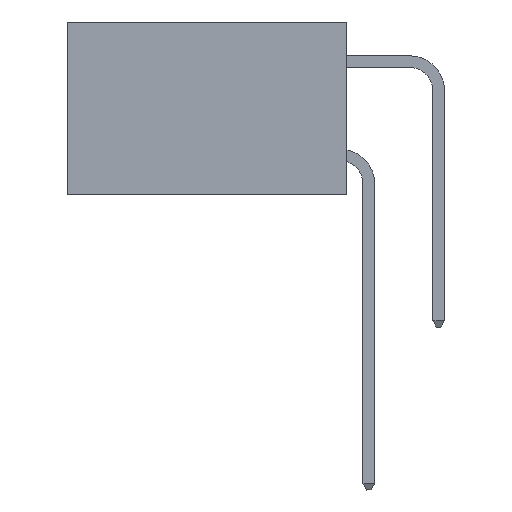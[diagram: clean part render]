
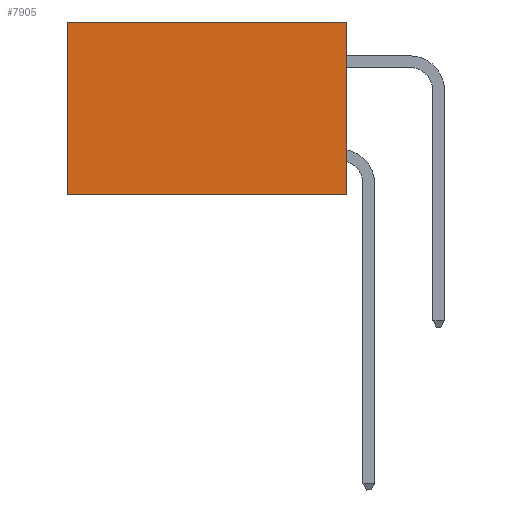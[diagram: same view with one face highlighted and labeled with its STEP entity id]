
A CAD part, left-side view. The second image highlights one B-rep face of the part: STEP entity #7905.
In plain terms, the highlighted planar face has unit normal (-1, 0, 0).
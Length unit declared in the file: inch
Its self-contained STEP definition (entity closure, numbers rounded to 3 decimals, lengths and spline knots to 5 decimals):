
#450 = EDGE_LOOP ( 'NONE', ( #3327, #9432, #6265, #6868 ) ) ;
#984 = CARTESIAN_POINT ( 'NONE',  ( 0.2875, 0., 0. ) ) ;
#1503 = VERTEX_POINT ( 'NONE', #10837 ) ;
#1521 = EDGE_CURVE ( 'NONE', #11007, #8735, #2166, .T. ) ;
#1567 = EDGE_CURVE ( 'NONE', #1503, #5859, #11032, .T. ) ;
#1727 = CARTESIAN_POINT ( 'NONE',  ( 0.2875, 0.6, 0. ) ) ;
#2166 = LINE ( 'NONE', #2367, #3938 ) ;
#2367 = CARTESIAN_POINT ( 'NONE',  ( 0.2875, 0., 0. ) ) ;
#2875 = AXIS2_PLACEMENT_3D ( 'NONE', #4130, #8576, #6900 ) ;
#3327 = ORIENTED_EDGE ( 'NONE', *, *, #11972, .T. ) ;
#3334 = DIRECTION ( 'NONE',  ( 0., 1., 0. ) ) ;
#3741 = CARTESIAN_POINT ( 'NONE',  ( 0.2875, 0.6, -0.37 ) ) ;
#3938 = VECTOR ( 'NONE', #5151, 39.37008 ) ;
#4130 = CARTESIAN_POINT ( 'NONE',  ( 0.2875, 0., 0. ) ) ;
#5151 = DIRECTION ( 'NONE',  ( 0., 1., 0. ) ) ;
#5168 = EDGE_CURVE ( 'NONE', #11007, #1503, #7360, .T. ) ;
#5282 = CARTESIAN_POINT ( 'NONE',  ( 0.2875, 0., 0. ) ) ;
#5344 = DIRECTION ( 'NONE',  ( 0., 0., -1. ) ) ;
#5859 = VERTEX_POINT ( 'NONE', #3741 ) ;
#6105 = PLANE ( 'NONE',  #2875 ) ;
#6265 = ORIENTED_EDGE ( 'NONE', *, *, #5168, .F. ) ;
#6868 = ORIENTED_EDGE ( 'NONE', *, *, #1521, .T. ) ;
#6900 = DIRECTION ( 'NONE',  ( 0., 0., -1. ) ) ;
#6908 = VECTOR ( 'NONE', #8073, 39.37008 ) ;
#7249 = FACE_OUTER_BOUND ( 'NONE', #450, .T. ) ;
#7360 = LINE ( 'NONE', #5282, #6908 ) ;
#7905 = ADVANCED_FACE ( 'NONE', ( #7249 ), #6105, .F. ) ;
#8073 = DIRECTION ( 'NONE',  ( 0., 0., -1. ) ) ;
#8194 = VECTOR ( 'NONE', #3334, 39.37008 ) ;
#8366 = VECTOR ( 'NONE', #5344, 39.37008 ) ;
#8576 = DIRECTION ( 'NONE',  ( 1., 0., 0. ) ) ;
#8735 = VERTEX_POINT ( 'NONE', #9101 ) ;
#9101 = CARTESIAN_POINT ( 'NONE',  ( 0.2875, 0.6, 0. ) ) ;
#9432 = ORIENTED_EDGE ( 'NONE', *, *, #1567, .F. ) ;
#10837 = CARTESIAN_POINT ( 'NONE',  ( 0.2875, 0., -0.37 ) ) ;
#11007 = VERTEX_POINT ( 'NONE', #984 ) ;
#11032 = LINE ( 'NONE', #11783, #8194 ) ;
#11783 = CARTESIAN_POINT ( 'NONE',  ( 0.2875, 0., -0.37 ) ) ;
#11788 = LINE ( 'NONE', #1727, #8366 ) ;
#11972 = EDGE_CURVE ( 'NONE', #8735, #5859, #11788, .T. ) ;
